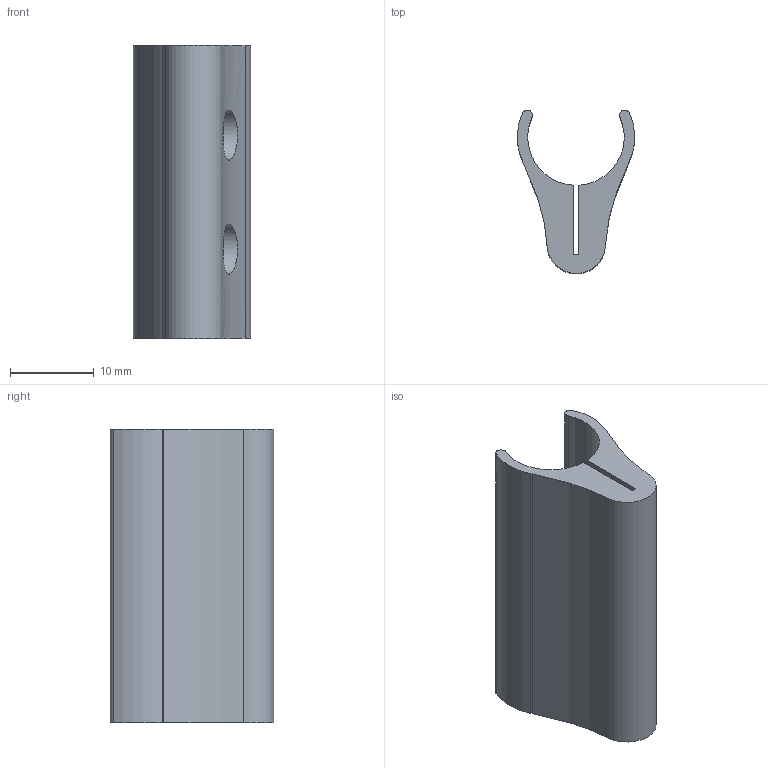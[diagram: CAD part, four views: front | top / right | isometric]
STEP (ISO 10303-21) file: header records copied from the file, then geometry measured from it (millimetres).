
FILE_DESCRIPTION(/* description */ (''),/* implementation_level */ '2;1');
FILE_NAME(/* name */ 'headphone holder v15.step',/* time_stamp */ '2023-11-24T15:19:43+01:00',/* author */ (''),/* organization */ (''),/* preprocessor_version */ 'ST-DEVELOPER v18.1',/* originating_system */ 'Autodesk Translation Framework v9.2.0.1227',/* authorisation */ '');
FILE_SCHEMA (('AUTOMOTIVE_DESIGN { 1 0 10303 214 3 1 1 }'));
Length unit declared in the file: millimetre
Products named in the file (1): headphone holder
Bounding box: 13.96 x 19.48 x 35 mm (x, y, z)
Volume: 2762.1 mm3; surface area: 3627.1 mm2
Topology: 1 solids, 1 shells, 62 faces, 172 edges, 114 vertices
Faces by surface type: cylinder 40, plane 12, bspline 8, cone 2
Full cylindrical faces by diameter (mm): 2.529 x10, 3.086 x10, 3.4 x2, 6 x2
Entity records: 3963 total; most frequent: CARTESIAN_POINT 2489, ORIENTED_EDGE 340, DIRECTION 242, EDGE_CURVE 170, VERTEX_POINT 114, AXIS2_PLACEMENT_3D 93, EDGE_LOOP 70, B_SPLINE_CURVE_WITH_KNOTS 68
